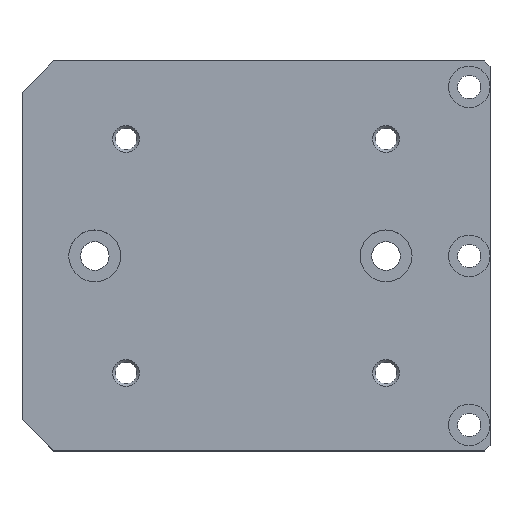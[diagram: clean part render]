
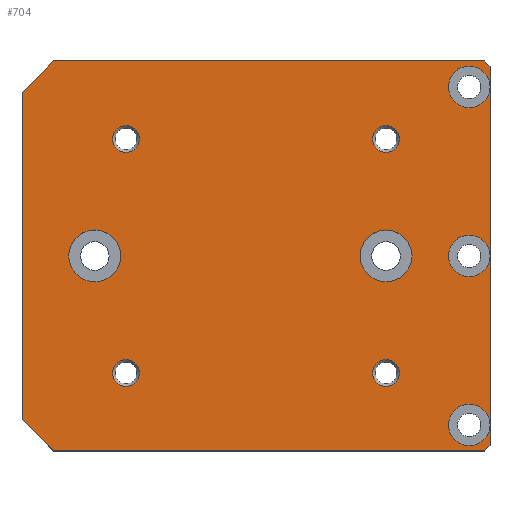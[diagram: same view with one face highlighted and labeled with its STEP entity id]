
A CAD part, top view. The second image highlights one B-rep face of the part: STEP entity #704.
In plain terms, the highlighted planar face has unit normal (0, 0, 1).
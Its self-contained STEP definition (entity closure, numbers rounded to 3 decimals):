
#91=FACE_BOUND('',#171,.T.);
#92=FACE_BOUND('',#172,.T.);
#93=FACE_BOUND('',#173,.T.);
#94=FACE_BOUND('',#174,.T.);
#95=FACE_BOUND('',#175,.T.);
#96=FACE_BOUND('',#176,.T.);
#111=PLANE('',#771);
#134=FACE_OUTER_BOUND('',#170,.T.);
#170=EDGE_LOOP('',(#521,#522,#523,#524,#525,#526,#527,#528,#529,#530,#531,
#532,#533,#534,#535,#536,#537));
#171=EDGE_LOOP('',(#538));
#172=EDGE_LOOP('',(#539));
#173=EDGE_LOOP('',(#540));
#174=EDGE_LOOP('',(#541));
#175=EDGE_LOOP('',(#542));
#176=EDGE_LOOP('',(#543));
#222=CIRCLE('',#760,4.);
#224=CIRCLE('',#763,4.);
#226=CIRCLE('',#766,4.);
#228=CIRCLE('',#769,2.567);
#230=CIRCLE('',#772,4.);
#231=CIRCLE('',#773,4.);
#232=CIRCLE('',#774,4.);
#233=CIRCLE('',#775,2.567);
#234=CIRCLE('',#776,2.567);
#235=CIRCLE('',#777,5.);
#236=CIRCLE('',#778,5.);
#237=CIRCLE('',#779,2.567);
#267=LINE('',#1119,#318);
#268=LINE('',#1121,#319);
#269=LINE('',#1123,#320);
#270=LINE('',#1125,#321);
#271=LINE('',#1127,#322);
#272=LINE('',#1129,#323);
#273=LINE('',#1131,#324);
#274=LINE('',#1132,#325);
#275=LINE('',#1134,#326);
#276=LINE('',#1136,#327);
#277=LINE('',#1138,#328);
#318=VECTOR('',#884,10.);
#319=VECTOR('',#885,10.);
#320=VECTOR('',#886,10.);
#321=VECTOR('',#887,10.);
#322=VECTOR('',#888,10.);
#323=VECTOR('',#889,10.);
#324=VECTOR('',#890,10.);
#325=VECTOR('',#891,10.);
#326=VECTOR('',#894,10.);
#327=VECTOR('',#897,10.);
#328=VECTOR('',#900,10.);
#362=VERTEX_POINT('',#1084);
#364=VERTEX_POINT('',#1087);
#366=VERTEX_POINT('',#1093);
#368=VERTEX_POINT('',#1096);
#370=VERTEX_POINT('',#1102);
#372=VERTEX_POINT('',#1105);
#374=VERTEX_POINT('',#1111);
#376=VERTEX_POINT('',#1117);
#377=VERTEX_POINT('',#1118);
#378=VERTEX_POINT('',#1120);
#379=VERTEX_POINT('',#1122);
#380=VERTEX_POINT('',#1124);
#381=VERTEX_POINT('',#1126);
#382=VERTEX_POINT('',#1128);
#383=VERTEX_POINT('',#1130);
#384=VERTEX_POINT('',#1139);
#385=VERTEX_POINT('',#1141);
#386=VERTEX_POINT('',#1143);
#387=VERTEX_POINT('',#1145);
#388=VERTEX_POINT('',#1147);
#417=EDGE_CURVE('',#364,#362,#222,.T.);
#421=EDGE_CURVE('',#368,#366,#224,.T.);
#425=EDGE_CURVE('',#372,#370,#226,.T.);
#428=EDGE_CURVE('',#374,#374,#228,.T.);
#431=EDGE_CURVE('',#376,#377,#267,.T.);
#432=EDGE_CURVE('',#376,#378,#268,.T.);
#433=EDGE_CURVE('',#379,#378,#269,.T.);
#434=EDGE_CURVE('',#379,#380,#270,.T.);
#435=EDGE_CURVE('',#381,#380,#271,.T.);
#436=EDGE_CURVE('',#381,#382,#272,.T.);
#437=EDGE_CURVE('',#383,#382,#273,.T.);
#438=EDGE_CURVE('',#383,#364,#274,.T.);
#439=EDGE_CURVE('',#362,#364,#230,.T.);
#440=EDGE_CURVE('',#364,#368,#275,.T.);
#441=EDGE_CURVE('',#366,#368,#231,.T.);
#442=EDGE_CURVE('',#368,#372,#276,.T.);
#443=EDGE_CURVE('',#370,#372,#232,.T.);
#444=EDGE_CURVE('',#372,#377,#277,.T.);
#445=EDGE_CURVE('',#384,#384,#233,.T.);
#446=EDGE_CURVE('',#385,#385,#234,.T.);
#447=EDGE_CURVE('',#386,#386,#235,.T.);
#448=EDGE_CURVE('',#387,#387,#236,.T.);
#449=EDGE_CURVE('',#388,#388,#237,.T.);
#521=ORIENTED_EDGE('',*,*,#431,.F.);
#522=ORIENTED_EDGE('',*,*,#432,.T.);
#523=ORIENTED_EDGE('',*,*,#433,.F.);
#524=ORIENTED_EDGE('',*,*,#434,.T.);
#525=ORIENTED_EDGE('',*,*,#435,.F.);
#526=ORIENTED_EDGE('',*,*,#436,.T.);
#527=ORIENTED_EDGE('',*,*,#437,.F.);
#528=ORIENTED_EDGE('',*,*,#438,.T.);
#529=ORIENTED_EDGE('',*,*,#417,.T.);
#530=ORIENTED_EDGE('',*,*,#439,.T.);
#531=ORIENTED_EDGE('',*,*,#440,.T.);
#532=ORIENTED_EDGE('',*,*,#421,.T.);
#533=ORIENTED_EDGE('',*,*,#441,.T.);
#534=ORIENTED_EDGE('',*,*,#442,.T.);
#535=ORIENTED_EDGE('',*,*,#425,.T.);
#536=ORIENTED_EDGE('',*,*,#443,.T.);
#537=ORIENTED_EDGE('',*,*,#444,.T.);
#538=ORIENTED_EDGE('',*,*,#445,.F.);
#539=ORIENTED_EDGE('',*,*,#446,.F.);
#540=ORIENTED_EDGE('',*,*,#447,.T.);
#541=ORIENTED_EDGE('',*,*,#448,.T.);
#542=ORIENTED_EDGE('',*,*,#449,.F.);
#543=ORIENTED_EDGE('',*,*,#428,.F.);
#704=ADVANCED_FACE('',(#134,#91,#92,#93,#94,#95,#96),#111,.T.);
#760=AXIS2_PLACEMENT_3D('',#1088,#854,#855);
#763=AXIS2_PLACEMENT_3D('',#1097,#862,#863);
#766=AXIS2_PLACEMENT_3D('',#1106,#870,#871);
#769=AXIS2_PLACEMENT_3D('',#1112,#877,#878);
#771=AXIS2_PLACEMENT_3D('',#1116,#882,#883);
#772=AXIS2_PLACEMENT_3D('',#1133,#892,#893);
#773=AXIS2_PLACEMENT_3D('',#1135,#895,#896);
#774=AXIS2_PLACEMENT_3D('',#1137,#898,#899);
#775=AXIS2_PLACEMENT_3D('',#1140,#901,#902);
#776=AXIS2_PLACEMENT_3D('',#1142,#903,#904);
#777=AXIS2_PLACEMENT_3D('',#1144,#905,#906);
#778=AXIS2_PLACEMENT_3D('',#1146,#907,#908);
#779=AXIS2_PLACEMENT_3D('',#1148,#909,#910);
#854=DIRECTION('center_axis',(0.,0.,-1.));
#855=DIRECTION('ref_axis',(1.,0.,0.));
#862=DIRECTION('center_axis',(0.,0.,-1.));
#863=DIRECTION('ref_axis',(1.,0.,0.));
#870=DIRECTION('center_axis',(0.,0.,-1.));
#871=DIRECTION('ref_axis',(1.,0.,0.));
#877=DIRECTION('center_axis',(0.,0.,1.));
#878=DIRECTION('ref_axis',(-1.,0.,0.));
#882=DIRECTION('center_axis',(0.,0.,1.));
#883=DIRECTION('ref_axis',(1.,0.,0.));
#884=DIRECTION('',(0.707,-0.707,0.));
#885=DIRECTION('',(-1.,0.,0.));
#886=DIRECTION('',(0.707,0.707,0.));
#887=DIRECTION('',(0.,-1.,0.));
#888=DIRECTION('',(-0.707,0.707,0.));
#889=DIRECTION('',(1.,0.,0.));
#890=DIRECTION('',(-0.707,-0.707,0.));
#891=DIRECTION('',(0.,1.,0.));
#892=DIRECTION('center_axis',(0.,0.,-1.));
#893=DIRECTION('ref_axis',(1.,0.,0.));
#894=DIRECTION('',(0.,1.,0.));
#895=DIRECTION('center_axis',(0.,0.,-1.));
#896=DIRECTION('ref_axis',(1.,0.,0.));
#897=DIRECTION('',(0.,1.,0.));
#898=DIRECTION('center_axis',(0.,0.,-1.));
#899=DIRECTION('ref_axis',(1.,0.,0.));
#900=DIRECTION('',(0.,1.,0.));
#901=DIRECTION('center_axis',(0.,0.,1.));
#902=DIRECTION('ref_axis',(-1.,0.,0.));
#903=DIRECTION('center_axis',(0.,0.,1.));
#904=DIRECTION('ref_axis',(-1.,0.,0.));
#905=DIRECTION('center_axis',(0.,0.,-1.));
#906=DIRECTION('ref_axis',(1.,0.,0.));
#907=DIRECTION('center_axis',(0.,0.,-1.));
#908=DIRECTION('ref_axis',(1.,0.,0.));
#909=DIRECTION('center_axis',(0.,0.,1.));
#910=DIRECTION('ref_axis',(-1.,0.,0.));
#1084=CARTESIAN_POINT('',(37.,-32.5,4.));
#1087=CARTESIAN_POINT('',(45.,-32.5,4.));
#1088=CARTESIAN_POINT('Origin',(41.,-32.5,4.));
#1093=CARTESIAN_POINT('',(37.,0.,4.));
#1096=CARTESIAN_POINT('',(45.,0.,4.));
#1097=CARTESIAN_POINT('Origin',(41.,0.,4.));
#1102=CARTESIAN_POINT('',(37.,32.5,4.));
#1105=CARTESIAN_POINT('',(45.,32.5,4.));
#1106=CARTESIAN_POINT('Origin',(41.,32.5,4.));
#1111=CARTESIAN_POINT('',(-22.433,-22.5,4.));
#1112=CARTESIAN_POINT('Origin',(-25.,-22.5,4.));
#1116=CARTESIAN_POINT('Origin',(0.,0.,4.));
#1117=CARTESIAN_POINT('',(44.,37.5,4.));
#1118=CARTESIAN_POINT('',(45.,36.5,4.));
#1119=CARTESIAN_POINT('',(42.625,38.875,4.));
#1120=CARTESIAN_POINT('',(-39.,37.5,4.));
#1121=CARTESIAN_POINT('',(45.,37.5,4.));
#1122=CARTESIAN_POINT('',(-45.,31.5,4.));
#1123=CARTESIAN_POINT('',(-40.125,36.375,4.));
#1124=CARTESIAN_POINT('',(-45.,-31.5,4.));
#1125=CARTESIAN_POINT('',(-45.,37.5,4.));
#1126=CARTESIAN_POINT('',(-39.,-37.5,4.));
#1127=CARTESIAN_POINT('',(-40.125,-36.375,4.));
#1128=CARTESIAN_POINT('',(44.,-37.5,4.));
#1129=CARTESIAN_POINT('',(-45.,-37.5,4.));
#1130=CARTESIAN_POINT('',(45.,-36.5,4.));
#1131=CARTESIAN_POINT('',(42.625,-38.875,4.));
#1132=CARTESIAN_POINT('',(45.,-37.5,4.));
#1133=CARTESIAN_POINT('Origin',(41.,-32.5,4.));
#1134=CARTESIAN_POINT('',(45.,-37.5,4.));
#1135=CARTESIAN_POINT('Origin',(41.,0.,4.));
#1136=CARTESIAN_POINT('',(45.,-37.5,4.));
#1137=CARTESIAN_POINT('Origin',(41.,32.5,4.));
#1138=CARTESIAN_POINT('',(45.,-37.5,4.));
#1139=CARTESIAN_POINT('',(-22.433,22.5,4.));
#1140=CARTESIAN_POINT('Origin',(-25.,22.5,4.));
#1141=CARTESIAN_POINT('',(27.567,-22.5,4.));
#1142=CARTESIAN_POINT('Origin',(25.,-22.5,4.));
#1143=CARTESIAN_POINT('',(-36.,0.,4.));
#1144=CARTESIAN_POINT('Origin',(-31.,0.,4.));
#1145=CARTESIAN_POINT('',(20.,0.,4.));
#1146=CARTESIAN_POINT('Origin',(25.,0.,4.));
#1147=CARTESIAN_POINT('',(27.567,22.5,4.));
#1148=CARTESIAN_POINT('Origin',(25.,22.5,4.));
